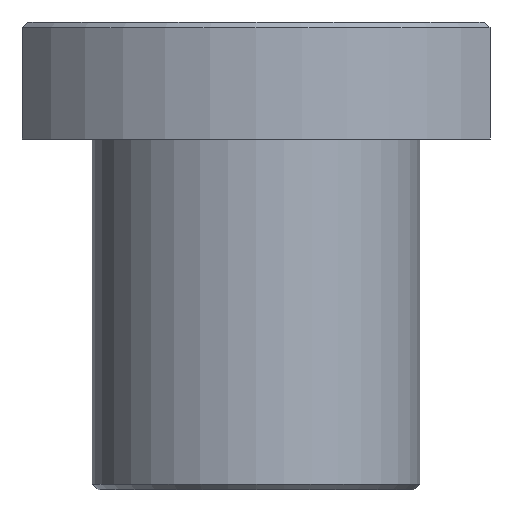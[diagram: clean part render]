
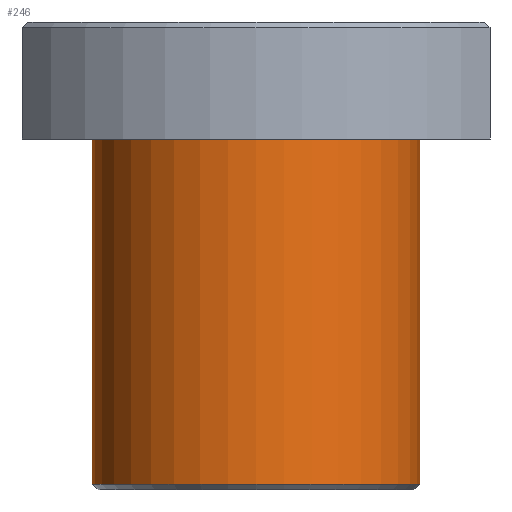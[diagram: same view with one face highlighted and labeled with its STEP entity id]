
A CAD part, front view. The second image highlights one B-rep face of the part: STEP entity #246.
In plain terms, the highlighted cylindrical face has radius 14 mm (diameter 28 mm), a full revolution.
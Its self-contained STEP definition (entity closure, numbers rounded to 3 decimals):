
#198=CYLINDRICAL_SURFACE('',#2556,14.);
#211=CIRCLE('',#2554,14.);
#212=CIRCLE('',#2555,14.);
#246=ADVANCED_FACE('',(#505,#506),#198,.T.);
#505=FACE_BOUND('',#596,.T.);
#506=FACE_BOUND('',#597,.T.);
#596=EDGE_LOOP('',(#1018));
#597=EDGE_LOOP('',(#1019));
#1018=ORIENTED_EDGE('',*,*,#1921,.T.);
#1019=ORIENTED_EDGE('',*,*,#1922,.F.);
#1688=VERTEX_POINT('',#3619);
#1689=VERTEX_POINT('',#3621);
#1921=EDGE_CURVE('',#1688,#1688,#211,.T.);
#1922=EDGE_CURVE('',#1689,#1689,#212,.T.);
#2554=AXIS2_PLACEMENT_3D('',#3618,#2780,#2781);
#2555=AXIS2_PLACEMENT_3D('',#3620,#2782,#2783);
#2556=AXIS2_PLACEMENT_3D('',#3622,#2784,#2785);
#2780=DIRECTION('',(0.,0.,1.));
#2781=DIRECTION('',(-1.,0.,0.));
#2782=DIRECTION('',(0.,0.,1.));
#2783=DIRECTION('',(1.,0.,0.));
#2784=DIRECTION('',(0.,0.,-1.));
#2785=DIRECTION('',(1.,0.,0.));
#3618=CARTESIAN_POINT('',(0.,0.,-39.5));
#3619=CARTESIAN_POINT('',(-14.,0.,-39.5));
#3620=CARTESIAN_POINT('',(0.,0.,-10.));
#3621=CARTESIAN_POINT('',(14.,0.,-10.));
#3622=CARTESIAN_POINT('',(0.,0.,0.));
